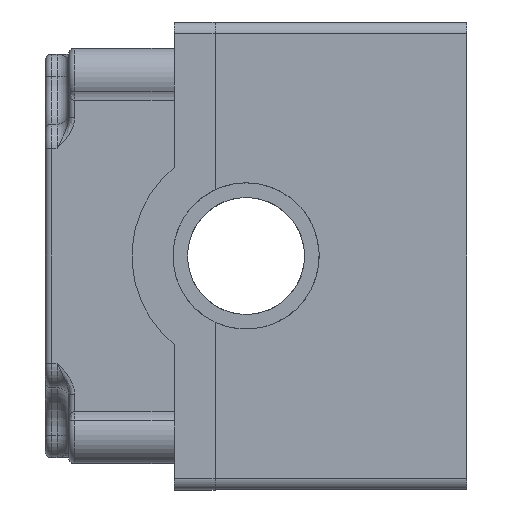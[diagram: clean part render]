
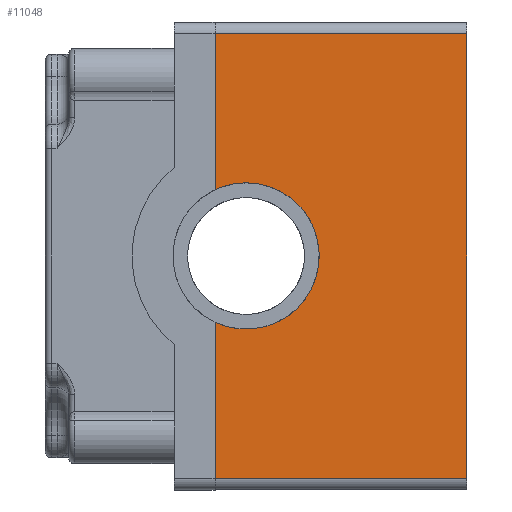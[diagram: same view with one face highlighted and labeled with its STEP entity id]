
A CAD part, left-side view. The second image highlights one B-rep face of the part: STEP entity #11048.
In plain terms, the highlighted planar face has unit normal (-1, 0, 0).
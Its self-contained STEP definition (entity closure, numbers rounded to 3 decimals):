
#1210=CIRCLE('',#12207,12.5);
#1832=FACE_OUTER_BOUND('',#2534,.T.);
#2534=EDGE_LOOP('',(#9588,#9589,#9590,#9591,#9592,#9593));
#3299=LINE('',#20868,#4157);
#3385=LINE('',#21283,#4243);
#3386=LINE('',#21284,#4244);
#3387=LINE('',#21286,#4245);
#3388=LINE('',#21287,#4246);
#4157=VECTOR('',#14777,76.);
#4243=VECTOR('',#15163,26.679);
#4244=VECTOR('',#15164,43.);
#4245=VECTOR('',#15165,43.);
#4246=VECTOR('',#15166,26.679);
#5149=VERTEX_POINT('',#20865);
#5150=VERTEX_POINT('',#20867);
#5255=VERTEX_POINT('',#21279);
#5256=VERTEX_POINT('',#21280);
#5257=VERTEX_POINT('',#21282);
#5258=VERTEX_POINT('',#21285);
#6590=EDGE_CURVE('',#5149,#5150,#3299,.T.);
#6763=EDGE_CURVE('',#5255,#5256,#1210,.T.);
#6764=EDGE_CURVE('',#5256,#5257,#3385,.T.);
#6765=EDGE_CURVE('',#5257,#5150,#3386,.T.);
#6766=EDGE_CURVE('',#5258,#5149,#3387,.T.);
#6767=EDGE_CURVE('',#5258,#5255,#3388,.T.);
#9588=ORIENTED_EDGE('',*,*,#6763,.T.);
#9589=ORIENTED_EDGE('',*,*,#6764,.T.);
#9590=ORIENTED_EDGE('',*,*,#6765,.T.);
#9591=ORIENTED_EDGE('',*,*,#6590,.F.);
#9592=ORIENTED_EDGE('',*,*,#6766,.F.);
#9593=ORIENTED_EDGE('',*,*,#6767,.T.);
#10446=PLANE('',#12206);
#11048=ADVANCED_FACE('',(#1832),#10446,.T.);
#12206=AXIS2_PLACEMENT_3D('',#21278,#15159,#15160);
#12207=AXIS2_PLACEMENT_3D('',#21281,#15161,#15162);
#14777=DIRECTION('',(0.,0.,-1.));
#15159=DIRECTION('center_axis',(-1.,0.,0.));
#15160=DIRECTION('ref_axis',(0.,0.,-1.));
#15161=DIRECTION('center_axis',(1.,0.,0.));
#15162=DIRECTION('ref_axis',(0.,0.,-1.));
#15163=DIRECTION('',(0.,0.,-1.));
#15164=DIRECTION('',(0.,-1.,0.));
#15165=DIRECTION('',(0.,-1.,0.));
#15166=DIRECTION('',(0.,0.,-1.));
#20865=CARTESIAN_POINT('',(-90.,-43.,38.));
#20867=CARTESIAN_POINT('',(-90.,-43.,-38.));
#20868=CARTESIAN_POINT('',(-90.,-43.,38.));
#21278=CARTESIAN_POINT('Origin',(-90.,0.,38.));
#21279=CARTESIAN_POINT('',(-90.,0.,11.321));
#21280=CARTESIAN_POINT('',(-90.,0.,-11.321));
#21281=CARTESIAN_POINT('Origin',(-90.,-5.3,0.));
#21282=CARTESIAN_POINT('',(-90.,0.,-38.));
#21283=CARTESIAN_POINT('',(-90.,0.,38.));
#21284=CARTESIAN_POINT('',(-90.,0.,-38.));
#21285=CARTESIAN_POINT('',(-90.,0.,38.));
#21286=CARTESIAN_POINT('',(-90.,0.,38.));
#21287=CARTESIAN_POINT('',(-90.,0.,38.));
